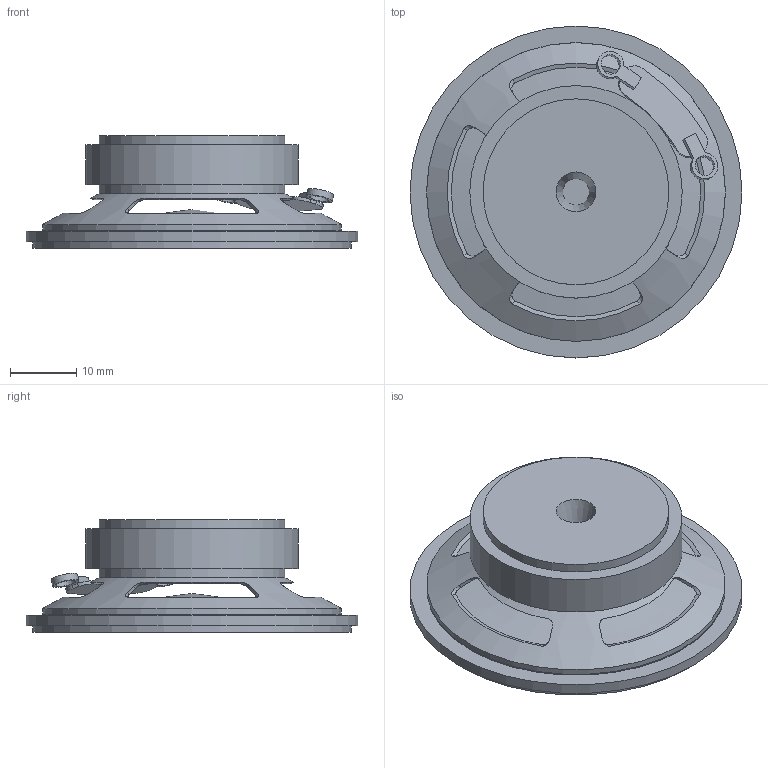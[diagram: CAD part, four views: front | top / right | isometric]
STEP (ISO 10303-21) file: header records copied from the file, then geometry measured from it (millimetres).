
FILE_DESCRIPTION(/* description */ ('Alibre Inc.'),/* implementation_level */ '2;1');
FILE_NAME(/* name */ 'export0',/* time_stamp */ '2018-03-09T20:23:26-06:00',/* author */ (''),/* organization */ (''),/* preprocessor_version */ 'ST-DEVELOPER v14',/* originating_system */ 'Alibre',/* authorisation */ '');
FILE_SCHEMA (('AUTOMOTIVE_DESIGN'));
Length unit declared in the file: centimetre
Bounding box: 50 x 50 x 17 mm (x, y, z)
Volume: 9262.2 mm3; surface area: 9529.3 mm2
Topology: 4 solids, 5 shells, 83 faces, 210 edges, 141 vertices
Faces by surface type: plane 32, cylinder 20, bspline 16, cone 15
Full cylindrical faces by diameter (mm): 3 x2, 16 x1, 28 x2, 32 x1, 44 x2, 45 x1, 45.02 x1, 48 x1, 50 x1
Entity records: 5390 total; most frequent: CARTESIAN_POINT 3745, ORIENTED_EDGE 316, DIRECTION 257, EDGE_CURVE 158, AXIS2_PLACEMENT_3D 123, VERTEX_POINT 116, FACE_BOUND 110, EDGE_LOOP 108
